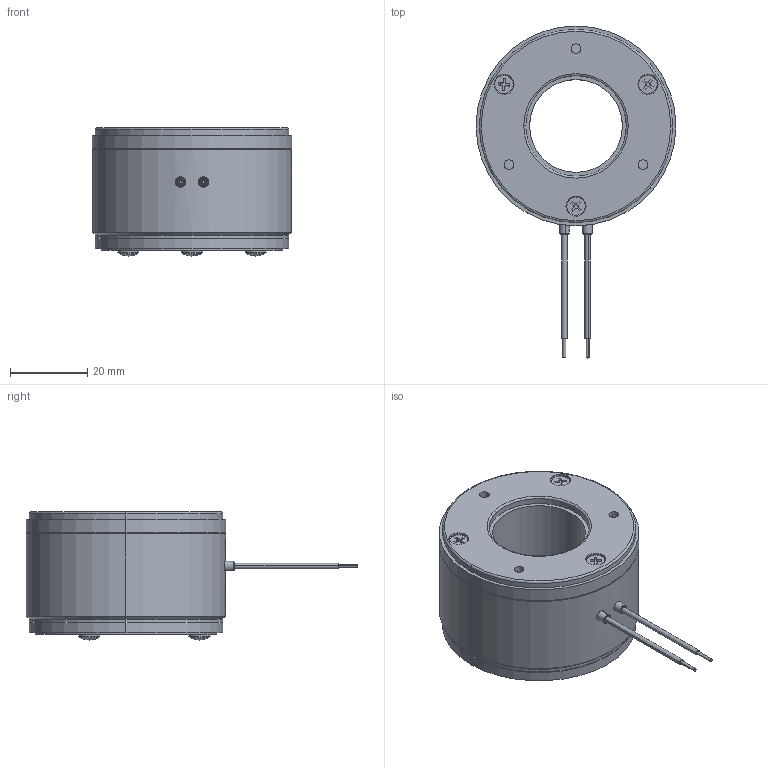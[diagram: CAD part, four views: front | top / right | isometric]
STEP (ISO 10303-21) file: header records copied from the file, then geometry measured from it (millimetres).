
FILE_DESCRIPTION (( 'STEP AP214' ), '1' );
FILE_NAME ('dr_bk_05P1-310_mu.STEP', '2024-05-27T07:25:06', ( '' ), ( '' ), 'SwSTEP 2.0', 'SolidWorks 2022', '' );
FILE_SCHEMA (( 'AUTOMOTIVE_DESIGN' ));
Length unit declared in the file: millimetre
Products named in the file (7): 10069018_000; 10068772_000; 10068774_000_genietet (1,8 mm Klemmlänge Ø2,6); 10068779_000_eingebaut; 10069017_000; 10068965_000; dr_bk_05P1-310_mu
Assembly tree (10 placements, depth 3):
  dr_bk_05P1-310_mu
    10068965_000
    10069018_000
      10069017_000
      10068772_000
      10068774_000_genietet (1,8 mm Klemmlänge Ø2,6)  x3
      10068779_000_eingebaut  x3
Bounding box: 51.7 x 85.85 x 33.15 mm (x, y, z)
Volume: 49438.6 mm3; surface area: 16455.1 mm2
Topology: 11 solids, 11 shells, 286 faces, 652 edges, 406 vertices
Faces by surface type: cylinder 122, plane 72, cone 62, torus 24, sphere 6
Entity records: 9083 total; most frequent: CARTESIAN_POINT 1446, DIRECTION 1276, ORIENTED_EDGE 1068, EDGE_CURVE 534, AXIS2_PLACEMENT_3D 512, VERTEX_POINT 338, EDGE_LOOP 286, CIRCLE 266
